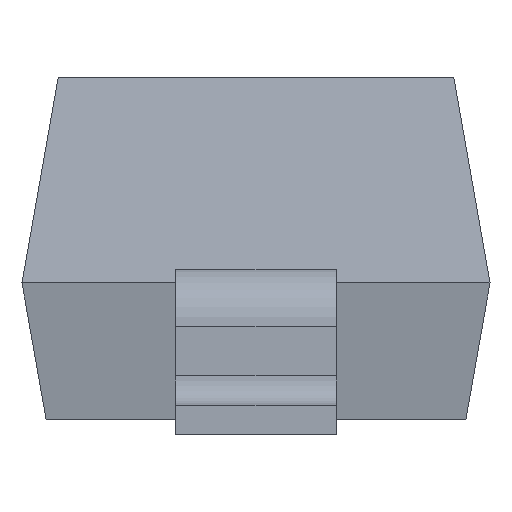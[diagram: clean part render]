
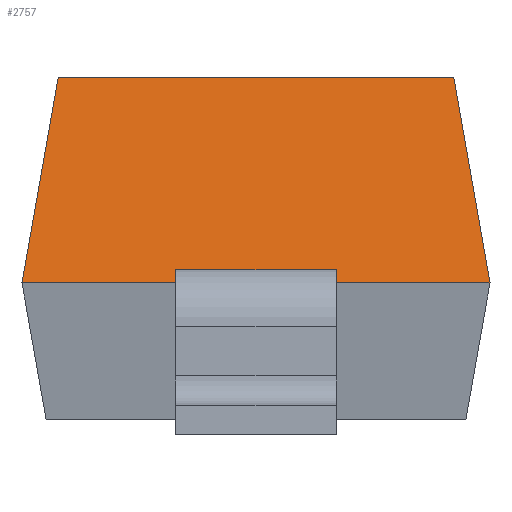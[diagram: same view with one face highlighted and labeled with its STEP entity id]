
A CAD part, left-side view. The second image highlights one B-rep face of the part: STEP entity #2757.
In plain terms, the highlighted face is planar.
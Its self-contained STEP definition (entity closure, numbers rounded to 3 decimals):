
#199=PLANE('',#2959);
#314=FACE_OUTER_BOUND('',#477,.T.);
#477=EDGE_LOOP('',(#2102,#2103,#2104,#2105,#2106,#2107,#2108,#2109));
#636=LINE('',#4601,#917);
#670=LINE('',#5205,#951);
#684=LINE('',#5233,#965);
#687=LINE('',#5239,#968);
#691=LINE('',#5252,#972);
#692=LINE('',#5255,#973);
#693=LINE('',#5256,#974);
#694=LINE('',#5257,#975);
#917=VECTOR('',#3128,1.);
#951=VECTOR('',#3168,1.);
#965=VECTOR('',#3186,1.);
#968=VECTOR('',#3189,1.);
#972=VECTOR('',#3203,1.);
#973=VECTOR('',#3206,1.);
#974=VECTOR('',#3207,1.);
#975=VECTOR('',#3208,1.);
#1301=VERTEX_POINT('',#4598);
#1302=VERTEX_POINT('',#4600);
#1360=VERTEX_POINT('',#5202);
#1373=VERTEX_POINT('',#5231);
#1375=VERTEX_POINT('',#5236);
#1376=VERTEX_POINT('',#5238);
#1380=VERTEX_POINT('',#5250);
#1381=VERTEX_POINT('',#5254);
#1564=EDGE_CURVE('',#1302,#1301,#636,.T.);
#1626=EDGE_CURVE('',#1360,#1301,#670,.T.);
#1640=EDGE_CURVE('',#1373,#1360,#684,.T.);
#1643=EDGE_CURVE('',#1375,#1376,#687,.T.);
#1650=EDGE_CURVE('',#1380,#1373,#691,.T.);
#1651=EDGE_CURVE('',#1381,#1380,#692,.T.);
#1652=EDGE_CURVE('',#1376,#1381,#693,.T.);
#1653=EDGE_CURVE('',#1375,#1302,#694,.T.);
#2102=ORIENTED_EDGE('',*,*,#1650,.F.);
#2103=ORIENTED_EDGE('',*,*,#1651,.F.);
#2104=ORIENTED_EDGE('',*,*,#1652,.F.);
#2105=ORIENTED_EDGE('',*,*,#1643,.F.);
#2106=ORIENTED_EDGE('',*,*,#1653,.T.);
#2107=ORIENTED_EDGE('',*,*,#1564,.T.);
#2108=ORIENTED_EDGE('',*,*,#1626,.F.);
#2109=ORIENTED_EDGE('',*,*,#1640,.F.);
#2757=ADVANCED_FACE('',(#314),#199,.T.);
#2959=AXIS2_PLACEMENT_3D('',#5253,#3204,#3205);
#3128=DIRECTION('',(0.,-1.,0.));
#3168=DIRECTION('',(-0.171,0.171,0.97));
#3186=DIRECTION('',(0.,-1.,0.));
#3189=DIRECTION('',(0.,-1.,0.));
#3203=DIRECTION('',(0.174,0.,-0.985));
#3204=DIRECTION('center_axis',(0.985,0.,0.174));
#3205=DIRECTION('ref_axis',(0.174,0.,-0.985));
#3206=DIRECTION('',(0.,-1.,0.));
#3207=DIRECTION('',(-0.174,0.,0.985));
#3208=DIRECTION('',(-0.171,-0.171,0.97));
#4598=CARTESIAN_POINT('',(1.226,-0.676,1.17));
#4600=CARTESIAN_POINT('',(1.226,0.676,1.17));
#4601=CARTESIAN_POINT('',(1.226,0.676,1.17));
#5202=CARTESIAN_POINT('',(1.35,-0.8,0.468));
#5205=CARTESIAN_POINT('',(1.35,-0.8,0.468));
#5231=CARTESIAN_POINT('',(1.35,-0.275,0.468));
#5233=CARTESIAN_POINT('',(1.35,-0.275,0.468));
#5236=CARTESIAN_POINT('',(1.35,0.8,0.468));
#5238=CARTESIAN_POINT('',(1.35,0.275,0.468));
#5239=CARTESIAN_POINT('',(1.35,0.8,0.468));
#5250=CARTESIAN_POINT('',(1.342,-0.275,0.514));
#5252=CARTESIAN_POINT('',(1.342,-0.275,0.514));
#5253=CARTESIAN_POINT('Origin',(1.35,0.8,0.468));
#5254=CARTESIAN_POINT('',(1.342,0.275,0.514));
#5255=CARTESIAN_POINT('',(1.342,0.275,0.514));
#5256=CARTESIAN_POINT('',(1.35,0.275,0.468));
#5257=CARTESIAN_POINT('',(1.35,0.8,0.468));
